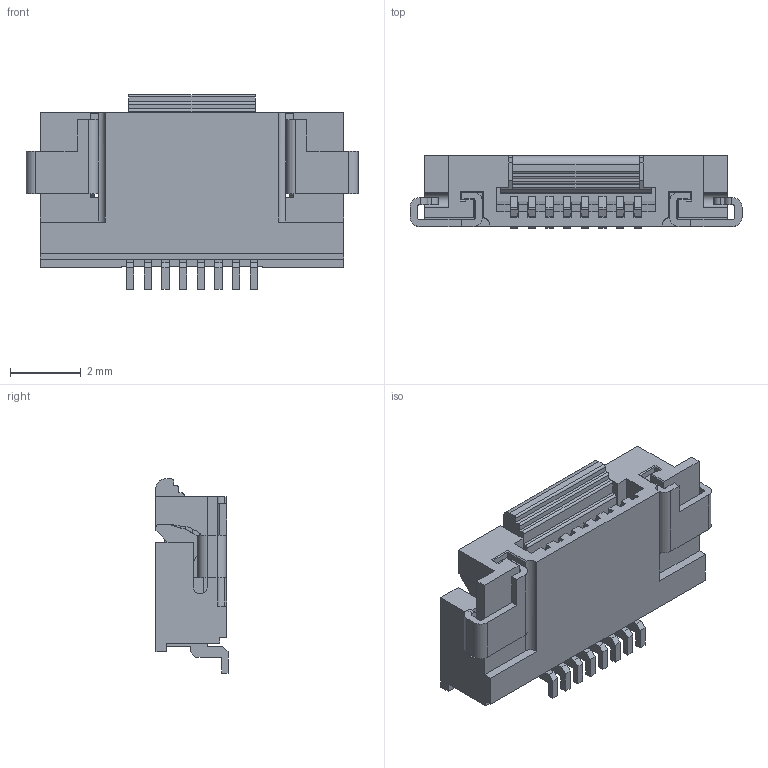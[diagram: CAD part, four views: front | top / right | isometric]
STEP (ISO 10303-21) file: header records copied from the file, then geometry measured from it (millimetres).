
FILE_DESCRIPTION((''),'2;1');
FILE_NAME('528920833','2016-11-29T',('ksrinivasara'),(''),'PRO/ENGINEER BY PARAMETRIC TECHNOLOGY CORPORATION, 2012310','PRO/ENGINEER BY PARAMETRIC TECHNOLOGY CORPORATION, 2012310','');
FILE_SCHEMA(('CONFIG_CONTROL_DESIGN'));
Length unit declared in the file: millimetre
Products named in the file (1): 528920833
Bounding box: 9.4 x 2.04 x 5.5 mm (x, y, z)
Volume: 51.9 mm3; surface area: 281.4 mm2
Topology: 1 solids, 1 shells, 557 faces, 1665 edges, 1112 vertices
Faces by surface type: plane 464, cylinder 93
Entity records: 18577 total; most frequent: CARTESIAN_POINT 3390, ORIENTED_EDGE 3246, DIRECTION 2963, EDGE_CURVE 1623, VECTOR 1451, LINE 1451, VERTEX_POINT 1068, AXIS2_PLACEMENT_3D 756
